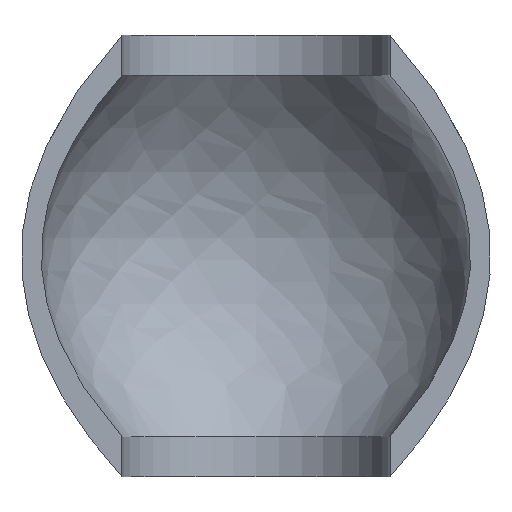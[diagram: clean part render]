
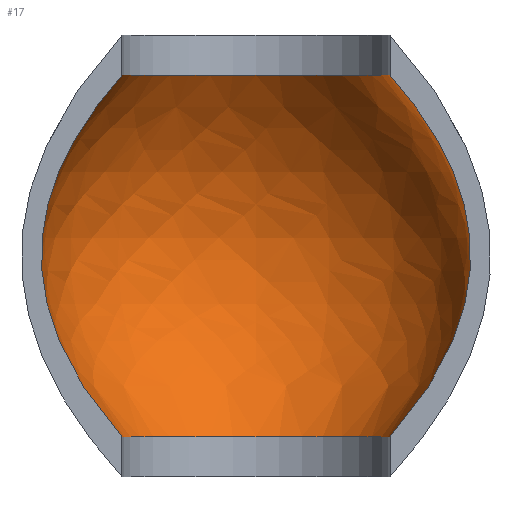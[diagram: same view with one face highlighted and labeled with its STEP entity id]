
A CAD part, front view. The second image highlights one B-rep face of the part: STEP entity #17.
In plain terms, the highlighted face is a revolution surface.
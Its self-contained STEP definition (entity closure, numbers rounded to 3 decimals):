
#17 = ADVANCED_FACE('',(#18),#33,.F.);
#18 = FACE_BOUND('',#19,.F.);
#19 = EDGE_LOOP('',(#20,#59,#102,#131));
#20 = ORIENTED_EDGE('',*,*,#21,.T.);
#21 = EDGE_CURVE('',#22,#24,#26,.T.);
#22 = VERTEX_POINT('',#23);
#23 = CARTESIAN_POINT('',(2.34,0.,-3.15));
#24 = VERTEX_POINT('',#25);
#25 = CARTESIAN_POINT('',(-2.34,0.,-3.15));
#26 = SURFACE_CURVE('',#27,(#32,#47),.PCURVE_S1.);
#27 = CIRCLE('',#28,2.34);
#28 = AXIS2_PLACEMENT_3D('',#29,#30,#31);
#29 = CARTESIAN_POINT('',(0.,0.,-3.15));
#30 = DIRECTION('',(0.,0.,1.));
#31 = DIRECTION('',(1.,0.,-0.));
#32 = PCURVE('',#33,#41);
#33 = SURFACE_OF_REVOLUTION('',#34,#38);
#34 = B_SPLINE_CURVE_WITH_KNOTS('',2,(#35,#36,#37),.UNSPECIFIED.,.F.,.F.
  ,(3,3),(0.,1.),.PIECEWISE_BEZIER_KNOTS.);
#35 = CARTESIAN_POINT('',(2.34,0.,-3.15));
#36 = CARTESIAN_POINT('',(5.15,0.,0.));
#37 = CARTESIAN_POINT('',(2.34,0.,3.15));
#38 = AXIS1_PLACEMENT('',#39,#40);
#39 = CARTESIAN_POINT('',(0.,0.,1.));
#40 = DIRECTION('',(0.,0.,1.));
#41 = DEFINITIONAL_REPRESENTATION('',(#42),#46);
#42 = LINE('',#43,#44);
#43 = CARTESIAN_POINT('',(0.,0.));
#44 = VECTOR('',#45,1.);
#45 = DIRECTION('',(1.,0.));
#46 = ( GEOMETRIC_REPRESENTATION_CONTEXT(2) 
PARAMETRIC_REPRESENTATION_CONTEXT() REPRESENTATION_CONTEXT('2D SPACE',''
  ) );
#47 = PCURVE('',#48,#53);
#48 = CYLINDRICAL_SURFACE('',#49,2.34);
#49 = AXIS2_PLACEMENT_3D('',#50,#51,#52);
#50 = CARTESIAN_POINT('',(0.,0.,-3.85));
#51 = DIRECTION('',(0.,0.,1.));
#52 = DIRECTION('',(1.,0.,-0.));
#53 = DEFINITIONAL_REPRESENTATION('',(#54),#58);
#54 = LINE('',#55,#56);
#55 = CARTESIAN_POINT('',(0.,0.7));
#56 = VECTOR('',#57,1.);
#57 = DIRECTION('',(1.,0.));
#58 = ( GEOMETRIC_REPRESENTATION_CONTEXT(2) 
PARAMETRIC_REPRESENTATION_CONTEXT() REPRESENTATION_CONTEXT('2D SPACE',''
  ) );
#59 = ORIENTED_EDGE('',*,*,#60,.T.);
#60 = EDGE_CURVE('',#24,#61,#63,.T.);
#61 = VERTEX_POINT('',#62);
#62 = CARTESIAN_POINT('',(-2.34,0.,3.15));
#63 = SURFACE_CURVE('',#64,(#68,#75),.PCURVE_S1.);
#64 = B_SPLINE_CURVE_WITH_KNOTS('',2,(#65,#66,#67),.UNSPECIFIED.,.F.,.F.
  ,(3,3),(0.,1.),.PIECEWISE_BEZIER_KNOTS.);
#65 = CARTESIAN_POINT('',(-2.34,0.,-3.15));
#66 = CARTESIAN_POINT('',(-5.15,0.,0.));
#67 = CARTESIAN_POINT('',(-2.34,0.,3.15));
#68 = PCURVE('',#33,#69);
#69 = DEFINITIONAL_REPRESENTATION('',(#70),#74);
#70 = LINE('',#71,#72);
#71 = CARTESIAN_POINT('',(3.142,0.));
#72 = VECTOR('',#73,1.);
#73 = DIRECTION('',(0.,1.));
#74 = ( GEOMETRIC_REPRESENTATION_CONTEXT(2) 
PARAMETRIC_REPRESENTATION_CONTEXT() REPRESENTATION_CONTEXT('2D SPACE',''
  ) );
#75 = PCURVE('',#76,#93);
#76 = B_SPLINE_SURFACE_WITH_KNOTS('',3,3,(
    (#77,#78,#79,#80)
    ,(#81,#82,#83,#84)
    ,(#85,#86,#87,#88)
    ,(#89,#90,#91,#92
    )),.UNSPECIFIED.,.F.,.F.,.F.,(4,4),(4,4),(-4.235,4.235),(-0.578,
    1.348),.PIECEWISE_BEZIER_KNOTS.);
#77 = CARTESIAN_POINT('',(-2.287,0.,-4.235));
#78 = CARTESIAN_POINT('',(-2.929,0.,-4.235));
#79 = CARTESIAN_POINT('',(-3.571,0.,-4.235));
#80 = CARTESIAN_POINT('',(-4.213,0.,-4.235));
#81 = CARTESIAN_POINT('',(-2.287,0.,-1.412)
  );
#82 = CARTESIAN_POINT('',(-2.929,0.,
    -1.412));
#83 = CARTESIAN_POINT('',(-3.571,0.,
    -1.412));
#84 = CARTESIAN_POINT('',(-4.213,0.,
    -1.412));
#85 = CARTESIAN_POINT('',(-2.287,0.,1.412));
#86 = CARTESIAN_POINT('',(-2.929,0.,
    1.412));
#87 = CARTESIAN_POINT('',(-3.571,0.,
    1.412));
#88 = CARTESIAN_POINT('',(-4.213,0.,
    1.412));
#89 = CARTESIAN_POINT('',(-2.287,0.,4.235));
#90 = CARTESIAN_POINT('',(-2.929,0.,4.235));
#91 = CARTESIAN_POINT('',(-3.571,0.,4.235));
#92 = CARTESIAN_POINT('',(-4.213,0.,4.235));
#93 = DEFINITIONAL_REPRESENTATION('',(#94),#101);
#94 = B_SPLINE_CURVE_WITH_KNOTS('',5,(#95,#96,#97,#98,#99,#100),
  .UNSPECIFIED.,.F.,.F.,(6,6),(0.,1.),.PIECEWISE_BEZIER_KNOTS.);
#95 = CARTESIAN_POINT('',(-3.15,-0.525));
#96 = CARTESIAN_POINT('',(-1.89,0.599));
#97 = CARTESIAN_POINT('',(-0.63,1.161));
#98 = CARTESIAN_POINT('',(0.63,1.161));
#99 = CARTESIAN_POINT('',(1.89,0.599));
#100 = CARTESIAN_POINT('',(3.15,-0.525));
#101 = ( GEOMETRIC_REPRESENTATION_CONTEXT(2) 
PARAMETRIC_REPRESENTATION_CONTEXT() REPRESENTATION_CONTEXT('2D SPACE',''
  ) );
#102 = ORIENTED_EDGE('',*,*,#103,.F.);
#103 = EDGE_CURVE('',#104,#61,#106,.T.);
#104 = VERTEX_POINT('',#105);
#105 = CARTESIAN_POINT('',(2.34,0.,3.15));
#106 = SURFACE_CURVE('',#107,(#112,#119),.PCURVE_S1.);
#107 = CIRCLE('',#108,2.34);
#108 = AXIS2_PLACEMENT_3D('',#109,#110,#111);
#109 = CARTESIAN_POINT('',(0.,0.,3.15));
#110 = DIRECTION('',(0.,0.,1.));
#111 = DIRECTION('',(1.,0.,-0.));
#112 = PCURVE('',#33,#113);
#113 = DEFINITIONAL_REPRESENTATION('',(#114),#118);
#114 = LINE('',#115,#116);
#115 = CARTESIAN_POINT('',(0.,1.));
#116 = VECTOR('',#117,1.);
#117 = DIRECTION('',(1.,0.));
#118 = ( GEOMETRIC_REPRESENTATION_CONTEXT(2) 
PARAMETRIC_REPRESENTATION_CONTEXT() REPRESENTATION_CONTEXT('2D SPACE',''
  ) );
#119 = PCURVE('',#120,#125);
#120 = CYLINDRICAL_SURFACE('',#121,2.34);
#121 = AXIS2_PLACEMENT_3D('',#122,#123,#124);
#122 = CARTESIAN_POINT('',(0.,0.,3.15));
#123 = DIRECTION('',(0.,0.,1.));
#124 = DIRECTION('',(1.,0.,-0.));
#125 = DEFINITIONAL_REPRESENTATION('',(#126),#130);
#126 = LINE('',#127,#128);
#127 = CARTESIAN_POINT('',(0.,0.));
#128 = VECTOR('',#129,1.);
#129 = DIRECTION('',(1.,0.));
#130 = ( GEOMETRIC_REPRESENTATION_CONTEXT(2) 
PARAMETRIC_REPRESENTATION_CONTEXT() REPRESENTATION_CONTEXT('2D SPACE',''
  ) );
#131 = ORIENTED_EDGE('',*,*,#132,.F.);
#132 = EDGE_CURVE('',#22,#104,#133,.T.);
#133 = SURFACE_CURVE('',#134,(#138,#145),.PCURVE_S1.);
#134 = B_SPLINE_CURVE_WITH_KNOTS('',2,(#135,#136,#137),.UNSPECIFIED.,.F.
  ,.F.,(3,3),(0.,1.),.PIECEWISE_BEZIER_KNOTS.);
#135 = CARTESIAN_POINT('',(2.34,0.,-3.15));
#136 = CARTESIAN_POINT('',(5.15,0.,0.));
#137 = CARTESIAN_POINT('',(2.34,0.,3.15));
#138 = PCURVE('',#33,#139);
#139 = DEFINITIONAL_REPRESENTATION('',(#140),#144);
#140 = LINE('',#141,#142);
#141 = CARTESIAN_POINT('',(0.,0.));
#142 = VECTOR('',#143,1.);
#143 = DIRECTION('',(0.,1.));
#144 = ( GEOMETRIC_REPRESENTATION_CONTEXT(2) 
PARAMETRIC_REPRESENTATION_CONTEXT() REPRESENTATION_CONTEXT('2D SPACE',''
  ) );
#145 = PCURVE('',#146,#163);
#146 = B_SPLINE_SURFACE_WITH_KNOTS('',3,3,(
    (#147,#148,#149,#150)
    ,(#151,#152,#153,#154)
    ,(#155,#156,#157,#158)
    ,(#159,#160,#161,#162
    )),.UNSPECIFIED.,.F.,.F.,.F.,(4,4),(4,4),(-4.235,4.235),(-0.578,
    1.348),.PIECEWISE_BEZIER_KNOTS.);
#147 = CARTESIAN_POINT('',(2.287,0.,-4.235));
#148 = CARTESIAN_POINT('',(2.929,0.,-4.235));
#149 = CARTESIAN_POINT('',(3.571,0.,-4.235));
#150 = CARTESIAN_POINT('',(4.213,0.,-4.235));
#151 = CARTESIAN_POINT('',(2.287,0.,-1.412));
#152 = CARTESIAN_POINT('',(2.929,0.,-1.412));
#153 = CARTESIAN_POINT('',(3.571,0.,-1.412));
#154 = CARTESIAN_POINT('',(4.213,0.,-1.412));
#155 = CARTESIAN_POINT('',(2.287,0.,1.412));
#156 = CARTESIAN_POINT('',(2.929,0.,1.412));
#157 = CARTESIAN_POINT('',(3.571,0.,1.412));
#158 = CARTESIAN_POINT('',(4.213,0.,1.412));
#159 = CARTESIAN_POINT('',(2.287,0.,4.235));
#160 = CARTESIAN_POINT('',(2.929,0.,4.235));
#161 = CARTESIAN_POINT('',(3.571,0.,4.235));
#162 = CARTESIAN_POINT('',(4.213,0.,4.235));
#163 = DEFINITIONAL_REPRESENTATION('',(#164),#171);
#164 = B_SPLINE_CURVE_WITH_KNOTS('',5,(#165,#166,#167,#168,#169,#170),
  .UNSPECIFIED.,.F.,.F.,(6,6),(0.,1.),.PIECEWISE_BEZIER_KNOTS.);
#165 = CARTESIAN_POINT('',(-3.15,-0.525));
#166 = CARTESIAN_POINT('',(-1.89,0.599));
#167 = CARTESIAN_POINT('',(-0.63,1.161));
#168 = CARTESIAN_POINT('',(0.63,1.161));
#169 = CARTESIAN_POINT('',(1.89,0.599));
#170 = CARTESIAN_POINT('',(3.15,-0.525));
#171 = ( GEOMETRIC_REPRESENTATION_CONTEXT(2) 
PARAMETRIC_REPRESENTATION_CONTEXT() REPRESENTATION_CONTEXT('2D SPACE',''
  ) );
